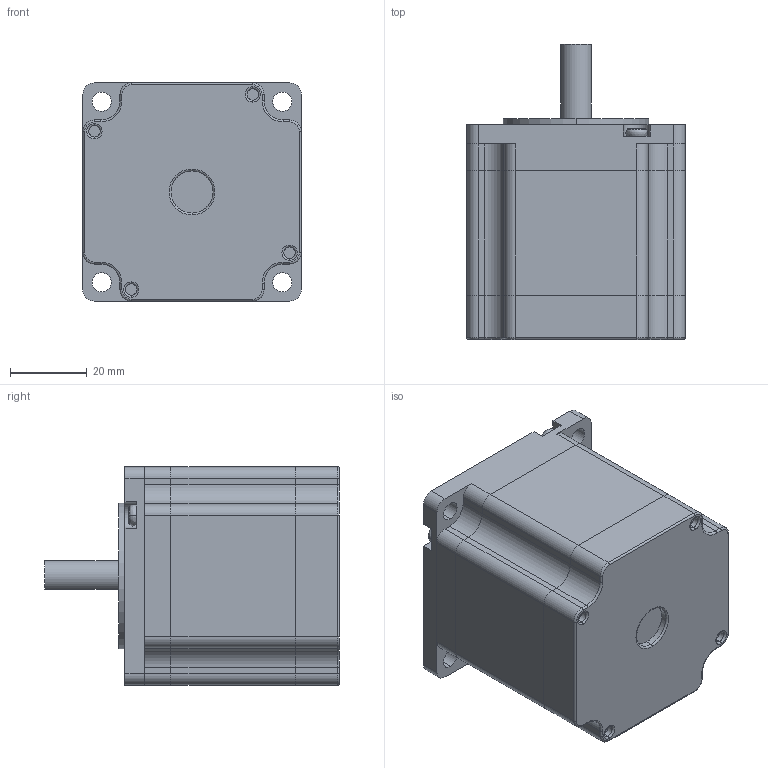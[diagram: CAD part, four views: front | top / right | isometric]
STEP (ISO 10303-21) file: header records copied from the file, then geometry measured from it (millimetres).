
FILE_DESCRIPTION (( 'STEP AP214' ), '1' );
FILE_NAME ('57HS5630A4D8.STEP', '2018-06-26T08:13:56', ( 'SUMTOR-117005' ), ( 'Microsoft' ), 'SwSTEP 2.0', 'SolidWorks 2015', '' );
FILE_SCHEMA (( 'AUTOMOTIVE_DESIGN' ));
Length unit declared in the file: millimetre
Products named in the file (5): M3x51; 57笢56; 57菁釱; 57奻8; 57HS5630A4D8
Assembly tree (7 placements, depth 2):
  57HS5630A4D8
    57奻8
    57菁釱
    57笢56
    M3x51  x4
Bounding box: 57 x 77 x 57 mm (x, y, z)
Volume: 164540.2 mm3; surface area: 35047.2 mm2
Topology: 7 solids, 7 shells, 298 faces, 764 edges, 492 vertices
Faces by surface type: cylinder 140, plane 112, torus 30, cone 8, bspline 8
Entity records: 6994 total; most frequent: DIRECTION 1270, CARTESIAN_POINT 1185, ORIENTED_EDGE 1126, EDGE_CURVE 563, AXIS2_PLACEMENT_3D 487, VERTEX_POINT 360, LINE 296, VECTOR 296
